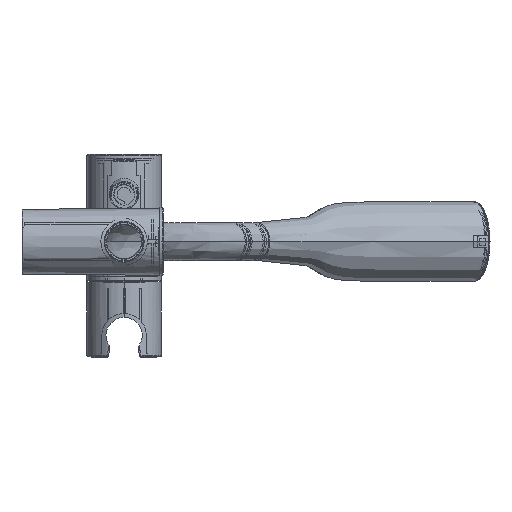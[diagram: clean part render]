
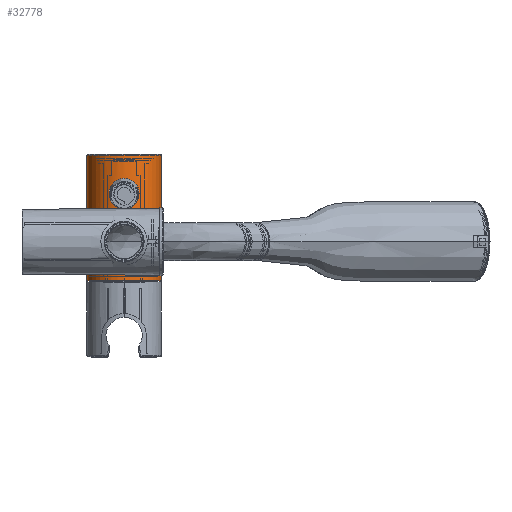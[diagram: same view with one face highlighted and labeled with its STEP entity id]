
A CAD part, left-side view. The second image highlights one B-rep face of the part: STEP entity #32778.
In plain terms, the highlighted cylindrical face has radius 20 mm (diameter 40 mm), a partial arc.
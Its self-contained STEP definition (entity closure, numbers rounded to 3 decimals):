
#32158=CARTESIAN_POINT('',(0.,0.,67.5));
#32159=DIRECTION('',(0.,0.,-1.));
#32160=DIRECTION('',(1.,0.,0.));
#32161=AXIS2_PLACEMENT_3D('',#32158,#32159,#32160);
#32163=CARTESIAN_POINT('',(0.,0.,67.5));
#32164=DIRECTION('',(0.,0.,-1.));
#32165=DIRECTION('',(1.,-0.007,0.));
#32166=AXIS2_PLACEMENT_3D('',#32163,#32164,#32165);
#32188=DIRECTION('',(0.,0.,-1.));
#32189=VECTOR('',#32188,67.5);
#32190=CARTESIAN_POINT('',(-20.,0.,67.5));
#32191=LINE('',#32190,#32189);
#32192=DIRECTION('',(0.,0.,-1.));
#32193=VECTOR('',#32192,67.5);
#32194=CARTESIAN_POINT('',(20.,0.,67.5));
#32195=LINE('',#32194,#32193);
#32196=CARTESIAN_POINT('',(-8.1,-18.286,47.));
#32197=CARTESIAN_POINT('',(-8.1,-18.286,46.524));
#32198=CARTESIAN_POINT('',(-8.019,-18.323,
45.574));
#32199=CARTESIAN_POINT('',(-7.616,-18.496,
44.1));
#32200=CARTESIAN_POINT('',(-6.937,-18.765,
42.727));
#32201=CARTESIAN_POINT('',(-6.022,-19.082,
41.513));
#32202=CARTESIAN_POINT('',(-4.929,-19.397,
40.515));
#32203=CARTESIAN_POINT('',(-3.612,-19.688,39.695));
#32204=CARTESIAN_POINT('',(-2.222,-19.894,
39.164));
#32205=CARTESIAN_POINT('',(-0.754,-20.004,
38.89));
#32206=CARTESIAN_POINT('',(0.702,-20.006,
38.886));
#32207=CARTESIAN_POINT('',(2.168,-19.9,
39.149));
#32208=CARTESIAN_POINT('',(3.565,-19.696,
39.672));
#32209=CARTESIAN_POINT('',(4.89,-19.407,
40.486));
#32210=CARTESIAN_POINT('',(5.995,-19.09,
41.482));
#32211=CARTESIAN_POINT('',(6.926,-18.769,
42.707));
#32212=CARTESIAN_POINT('',(7.619,-18.495,
44.104));
#32213=CARTESIAN_POINT('',(8.022,-18.321,
45.593));
#32214=CARTESIAN_POINT('',(8.1,-18.286,46.533));
#32215=CARTESIAN_POINT('',(8.1,-18.286,47.));
#32217=CARTESIAN_POINT('',(8.1,-18.286,47.));
#32218=CARTESIAN_POINT('',(8.1,-18.286,47.476));
#32219=CARTESIAN_POINT('',(8.019,-18.323,
48.427));
#32220=CARTESIAN_POINT('',(7.616,-18.496,
49.899));
#32221=CARTESIAN_POINT('',(6.938,-18.765,
51.271));
#32222=CARTESIAN_POINT('',(6.022,-19.081,
52.486));
#32223=CARTESIAN_POINT('',(4.929,-19.397,
53.485));
#32224=CARTESIAN_POINT('',(3.611,-19.688,
54.305));
#32225=CARTESIAN_POINT('',(2.222,-19.894,
54.836));
#32226=CARTESIAN_POINT('',(0.754,-20.004,
55.11));
#32227=CARTESIAN_POINT('',(-0.703,-20.006,
55.114));
#32228=CARTESIAN_POINT('',(-2.168,-19.9,
54.851));
#32229=CARTESIAN_POINT('',(-3.567,-19.696,
54.327));
#32230=CARTESIAN_POINT('',(-4.893,-19.406,
53.513));
#32231=CARTESIAN_POINT('',(-5.996,-19.09,
52.517));
#32232=CARTESIAN_POINT('',(-6.927,-18.769,
51.292));
#32233=CARTESIAN_POINT('',(-7.619,-18.495,
49.894));
#32234=CARTESIAN_POINT('',(-8.023,-18.321,
48.405));
#32235=CARTESIAN_POINT('',(-8.1,-18.286,47.466));
#32236=CARTESIAN_POINT('',(-8.1,-18.286,47.));
#32243=CARTESIAN_POINT('',(0.,0.,0.));
#32244=DIRECTION('',(0.,0.,1.));
#32245=DIRECTION('',(-1.,0.,0.));
#32246=AXIS2_PLACEMENT_3D('',#32243,#32244,#32245);
#32530=CARTESIAN_POINT('',(12.7,-15.45,21.));
#32531=CARTESIAN_POINT('',(12.7,-15.45,20.448));
#32532=CARTESIAN_POINT('',(12.63,-15.508,
19.28));
#32533=CARTESIAN_POINT('',(12.217,-15.84,
17.337));
#32534=CARTESIAN_POINT('',(11.464,-16.402,
15.393));
#32535=CARTESIAN_POINT('',(10.323,-17.152,
13.495));
#32536=CARTESIAN_POINT('',(8.93,-17.922,
11.888));
#32537=CARTESIAN_POINT('',(7.302,-18.651,
10.537));
#32538=CARTESIAN_POINT('',(5.528,-19.248,
9.515));
#32539=CARTESIAN_POINT('',(3.899,-19.641,
8.871));
#32540=CARTESIAN_POINT('',(2.089,-19.922,
8.422));
#32541=CARTESIAN_POINT('',(0.086,-20.035,
8.245));
#32542=CARTESIAN_POINT('',(-1.968,-19.937,
8.398));
#32543=CARTESIAN_POINT('',(-3.914,-19.643,
8.867));
#32544=CARTESIAN_POINT('',(-5.709,-19.2,
9.593));
#32545=CARTESIAN_POINT('',(-7.591,-18.538,
10.737));
#32546=CARTESIAN_POINT('',(-9.238,-17.765,
12.195));
#32547=CARTESIAN_POINT('',(-10.582,-16.99,
13.871));
#32548=CARTESIAN_POINT('',(-11.59,-16.309,
15.685));
#32549=CARTESIAN_POINT('',(-12.234,-15.826,
17.434));
#32550=CARTESIAN_POINT('',(-12.615,-15.52,
19.201));
#32551=CARTESIAN_POINT('',(-12.7,-15.45,20.403));
#32552=CARTESIAN_POINT('',(-12.7,-15.45,21.));
#32558=CARTESIAN_POINT('',(-12.7,-15.45,21.));
#32559=CARTESIAN_POINT('',(-12.7,-15.45,21.553));
#32560=CARTESIAN_POINT('',(-12.63,-15.509,
22.721));
#32561=CARTESIAN_POINT('',(-12.217,-15.84,
24.664));
#32562=CARTESIAN_POINT('',(-11.463,-16.403,
26.608));
#32563=CARTESIAN_POINT('',(-10.321,-17.153,
28.507));
#32564=CARTESIAN_POINT('',(-8.927,-17.924,
30.115));
#32565=CARTESIAN_POINT('',(-7.298,-18.652,
31.466));
#32566=CARTESIAN_POINT('',(-5.523,-19.249,
32.487));
#32567=CARTESIAN_POINT('',(-3.9,-19.641,
33.128));
#32568=CARTESIAN_POINT('',(-2.087,-19.922,
33.578));
#32569=CARTESIAN_POINT('',(-0.08,-20.035,
33.755));
#32570=CARTESIAN_POINT('',(1.966,-19.937,
33.602));
#32571=CARTESIAN_POINT('',(3.908,-19.645,
33.135));
#32572=CARTESIAN_POINT('',(5.708,-19.201,
32.408));
#32573=CARTESIAN_POINT('',(7.588,-18.539,
31.265));
#32574=CARTESIAN_POINT('',(9.235,-17.767,
29.807));
#32575=CARTESIAN_POINT('',(10.58,-16.992,
28.132));
#32576=CARTESIAN_POINT('',(11.589,-16.311,
26.318));
#32577=CARTESIAN_POINT('',(12.233,-15.826,
24.567));
#32578=CARTESIAN_POINT('',(12.615,-15.52,
22.798));
#32579=CARTESIAN_POINT('',(12.7,-15.45,21.597));
#32580=CARTESIAN_POINT('',(12.7,-15.45,21.));
#32646=CARTESIAN_POINT('',(20.,0.,67.5));
#32647=VERTEX_POINT('',#32646);
#32648=CARTESIAN_POINT('',(20.,-0.136,67.5));
#32649=CARTESIAN_POINT('',(-20.,0.,67.5));
#32650=VERTEX_POINT('',#32648);
#32651=VERTEX_POINT('',#32649);
#32654=CARTESIAN_POINT('',(-20.,0.,0.));
#32655=VERTEX_POINT('',#32654);
#32656=CARTESIAN_POINT('',(20.,0.,0.));
#32657=VERTEX_POINT('',#32656);
#32660=VERTEX_POINT('',#32530);
#32661=VERTEX_POINT('',#32552);
#32662=VERTEX_POINT('',#32196);
#32663=VERTEX_POINT('',#32215);
#32753=CARTESIAN_POINT('',(0.,0.,0.));
#32754=DIRECTION('',(0.,0.,1.));
#32755=DIRECTION('',(1.,0.,0.));
#32756=AXIS2_PLACEMENT_3D('',#32753,#32754,#32755);
#32757=CYLINDRICAL_SURFACE('',#32756,20.);
#32758=ORIENTED_EDGE('',*,*,#32709,.F.);
#32759=ORIENTED_EDGE('',*,*,#32707,.F.);
#32760=ORIENTED_EDGE('',*,*,#32742,.T.);
#32762=ORIENTED_EDGE('',*,*,#32761,.F.);
#32763=ORIENTED_EDGE('',*,*,#32738,.F.);
#32764=EDGE_LOOP('',(#32758,#32759,#32760,#32762,#32763));
#32765=FACE_OUTER_BOUND('',#32764,.F.);
#32767=ORIENTED_EDGE('',*,*,#32766,.F.);
#32769=ORIENTED_EDGE('',*,*,#32768,.F.);
#32770=EDGE_LOOP('',(#32767,#32769));
#32771=FACE_BOUND('',#32770,.F.);
#32773=ORIENTED_EDGE('',*,*,#32772,.T.);
#32775=ORIENTED_EDGE('',*,*,#32774,.T.);
#32776=EDGE_LOOP('',(#32773,#32775));
#32777=FACE_BOUND('',#32776,.F.);
#32778=ADVANCED_FACE('',(#32765,#32771,#32777),#32757,.T.);
#32162=CIRCLE('',#32161,20.);
#32167=CIRCLE('',#32166,20.);
#32216=B_SPLINE_CURVE_WITH_KNOTS('',3,(#32196,#32197,#32198,#32199,#32200,
#32201,#32202,#32203,#32204,#32205,#32206,#32207,#32208,#32209,#32210,#32211,
#32212,#32213,#32214,#32215),.UNSPECIFIED.,.F.,.F.,(4,1,1,1,1,1,1,1,1,1,1,1,1,1,
1,1,1,4),(0.,0.059,0.118,0.176,
0.235,0.294,0.353,0.412,
0.471,0.529,0.588,0.647,
0.706,0.765,0.824,0.882,
0.941,1.),.UNSPECIFIED.);
#32237=B_SPLINE_CURVE_WITH_KNOTS('',3,(#32217,#32218,#32219,#32220,#32221,
#32222,#32223,#32224,#32225,#32226,#32227,#32228,#32229,#32230,#32231,#32232,
#32233,#32234,#32235,#32236),.UNSPECIFIED.,.F.,.F.,(4,1,1,1,1,1,1,1,1,1,1,1,1,1,
1,1,1,4),(0.,0.059,0.118,0.176,
0.235,0.294,0.353,0.412,
0.471,0.529,0.588,0.647,
0.706,0.765,0.824,0.882,
0.941,1.),.UNSPECIFIED.);
#32247=CIRCLE('',#32246,20.);
#32553=B_SPLINE_CURVE_WITH_KNOTS('',3,(#32530,#32531,#32532,#32533,#32534,
#32535,#32536,#32537,#32538,#32539,#32540,#32541,#32542,#32543,#32544,#32545,
#32546,#32547,#32548,#32549,#32550,#32551,#32552),.UNSPECIFIED.,.F.,.F.,(4,1,1,
1,1,1,1,1,1,1,1,1,1,1,1,1,1,1,1,1,4),(0.,0.05,0.1,0.15,0.2,0.25,
0.3,0.35,0.4,0.45,0.5,0.55,0.6,0.65,0.7,0.75,0.8,0.85,
0.9,0.95,1.),.UNSPECIFIED.);
#32581=B_SPLINE_CURVE_WITH_KNOTS('',3,(#32558,#32559,#32560,#32561,#32562,
#32563,#32564,#32565,#32566,#32567,#32568,#32569,#32570,#32571,#32572,#32573,
#32574,#32575,#32576,#32577,#32578,#32579,#32580),.UNSPECIFIED.,.F.,.F.,(4,1,1,
1,1,1,1,1,1,1,1,1,1,1,1,1,1,1,1,1,4),(0.,0.05,0.1,0.15,0.2,0.25,
0.3,0.35,0.4,0.45,0.5,0.55,0.6,0.65,0.7,0.75,0.8,0.85,
0.9,0.95,1.),.UNSPECIFIED.);
#32707=EDGE_CURVE('',#32647,#32650,#32162,.T.);
#32709=EDGE_CURVE('',#32650,#32651,#32167,.T.);
#32738=EDGE_CURVE('',#32651,#32655,#32191,.T.);
#32742=EDGE_CURVE('',#32647,#32657,#32195,.T.);
#32761=EDGE_CURVE('',#32655,#32657,#32247,.T.);
#32766=EDGE_CURVE('',#32660,#32661,#32553,.T.);
#32768=EDGE_CURVE('',#32661,#32660,#32581,.T.);
#32772=EDGE_CURVE('',#32662,#32663,#32216,.T.);
#32774=EDGE_CURVE('',#32663,#32662,#32237,.T.);
